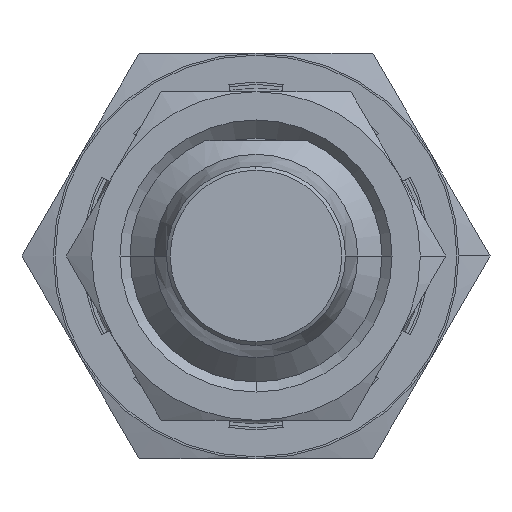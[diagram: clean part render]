
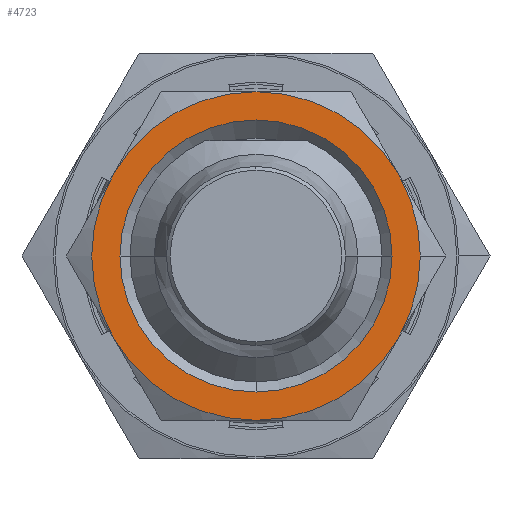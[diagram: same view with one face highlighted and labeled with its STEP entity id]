
A CAD part, left-side view. The second image highlights one B-rep face of the part: STEP entity #4723.
In plain terms, the highlighted planar face has unit normal (-1, 0, 0).
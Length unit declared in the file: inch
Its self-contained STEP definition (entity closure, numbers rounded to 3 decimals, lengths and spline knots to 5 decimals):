
#24 = DIRECTION ( 'NONE',  ( 1., 0., 0. ) ) ;
#69 = FACE_OUTER_BOUND ( 'NONE', #2696, .T. ) ;
#179 = ORIENTED_EDGE ( 'NONE', *, *, #1157, .T. ) ;
#216 = AXIS2_PLACEMENT_3D ( 'NONE', #288, #3494, #2242 ) ;
#239 = ORIENTED_EDGE ( 'NONE', *, *, #4416, .T. ) ;
#285 = DIRECTION ( 'NONE',  ( 1., 0., 0. ) ) ;
#288 = CARTESIAN_POINT ( 'NONE',  ( 0., 0., 0. ) ) ;
#307 = VERTEX_POINT ( 'NONE', #3830 ) ;
#327 = CIRCLE ( 'NONE', #4953, 0.17717 ) ;
#332 = VERTEX_POINT ( 'NONE', #2777 ) ;
#460 = CARTESIAN_POINT ( 'NONE',  ( 0., 0., 0. ) ) ;
#465 = CARTESIAN_POINT ( 'NONE',  ( 0., 0., 0.17717 ) ) ;
#501 = AXIS2_PLACEMENT_3D ( 'NONE', #3829, #4649, #1475 ) ;
#725 = AXIS2_PLACEMENT_3D ( 'NONE', #2414, #1923, #3120 ) ;
#772 = DIRECTION ( 'NONE',  ( 0., 0., 1. ) ) ;
#918 = AXIS2_PLACEMENT_3D ( 'NONE', #2449, #4090, #3599 ) ;
#948 = EDGE_CURVE ( 'NONE', #4688, #332, #1813, .T. ) ;
#961 = VERTEX_POINT ( 'NONE', #4712 ) ;
#1030 = CARTESIAN_POINT ( 'NONE',  ( 0., 0., 0. ) ) ;
#1041 = CARTESIAN_POINT ( 'NONE',  ( 0., -0.14665, 0. ) ) ;
#1069 = ORIENTED_EDGE ( 'NONE', *, *, #2507, .T. ) ;
#1123 = DIRECTION ( 'NONE',  ( -1., 0., 0. ) ) ;
#1130 = EDGE_CURVE ( 'NONE', #4202, #307, #2568, .T. ) ;
#1157 = EDGE_CURVE ( 'NONE', #2902, #4688, #5100, .T. ) ;
#1171 = CIRCLE ( 'NONE', #2179, 0.17717 ) ;
#1189 = CARTESIAN_POINT ( 'NONE',  ( 0., 0., 0. ) ) ;
#1197 = ORIENTED_EDGE ( 'NONE', *, *, #2785, .T. ) ;
#1323 = ORIENTED_EDGE ( 'NONE', *, *, #4733, .T. ) ;
#1430 = AXIS2_PLACEMENT_3D ( 'NONE', #1189, #24, #4041 ) ;
#1475 = DIRECTION ( 'NONE',  ( 0., -1., 0. ) ) ;
#1482 = CARTESIAN_POINT ( 'NONE',  ( 0., 0.15343, 0.08858 ) ) ;
#1540 = VERTEX_POINT ( 'NONE', #465 ) ;
#1630 = CARTESIAN_POINT ( 'NONE',  ( 0., -0.17717, 0. ) ) ;
#1680 = PLANE ( 'NONE',  #3183 ) ;
#1683 = CIRCLE ( 'NONE', #1430, 0.14665 ) ;
#1813 = CIRCLE ( 'NONE', #216, 0.17717 ) ;
#1923 = DIRECTION ( 'NONE',  ( -1., 0., 0. ) ) ;
#1972 = CARTESIAN_POINT ( 'NONE',  ( 0., 0., 0. ) ) ;
#2039 = VERTEX_POINT ( 'NONE', #4527 ) ;
#2058 = DIRECTION ( 'NONE',  ( 0., 0., -1. ) ) ;
#2069 = FACE_BOUND ( 'NONE', #3956, .T. ) ;
#2119 = VERTEX_POINT ( 'NONE', #1041 ) ;
#2124 = ORIENTED_EDGE ( 'NONE', *, *, #948, .T. ) ;
#2179 = AXIS2_PLACEMENT_3D ( 'NONE', #2525, #5002, #3441 ) ;
#2211 = CARTESIAN_POINT ( 'NONE',  ( 0., 0.14665, 0. ) ) ;
#2233 = ORIENTED_EDGE ( 'NONE', *, *, #3339, .T. ) ;
#2234 = ORIENTED_EDGE ( 'NONE', *, *, #1130, .T. ) ;
#2242 = DIRECTION ( 'NONE',  ( 0., -0.866, -0.5 ) ) ;
#2414 = CARTESIAN_POINT ( 'NONE',  ( 0., 0., 0. ) ) ;
#2449 = CARTESIAN_POINT ( 'NONE',  ( 0., 0., 0. ) ) ;
#2507 = EDGE_CURVE ( 'NONE', #307, #2039, #1171, .T. ) ;
#2525 = CARTESIAN_POINT ( 'NONE',  ( 0., 0., 0. ) ) ;
#2568 = CIRCLE ( 'NONE', #4679, 0.17717 ) ;
#2591 = AXIS2_PLACEMENT_3D ( 'NONE', #2748, #1123, #772 ) ;
#2696 = EDGE_LOOP ( 'NONE', ( #4714, #2233, #2234, #1069, #3965, #179, #2124 ) ) ;
#2748 = CARTESIAN_POINT ( 'NONE',  ( 0., 0., 0. ) ) ;
#2777 = CARTESIAN_POINT ( 'NONE',  ( 0., -0.15343, 0.08858 ) ) ;
#2785 = EDGE_CURVE ( 'NONE', #4740, #2119, #1683, .T. ) ;
#2848 = CIRCLE ( 'NONE', #4520, 0.17717 ) ;
#2902 = VERTEX_POINT ( 'NONE', #3744 ) ;
#3120 = DIRECTION ( 'NONE',  ( 0., -0.866, -0.5 ) ) ;
#3183 = AXIS2_PLACEMENT_3D ( 'NONE', #1030, #285, #5132 ) ;
#3246 = DIRECTION ( 'NONE',  ( 0., -0.866, 0.5 ) ) ;
#3339 = EDGE_CURVE ( 'NONE', #1540, #4202, #3512, .T. ) ;
#3441 = DIRECTION ( 'NONE',  ( 0., 0.866, -0.5 ) ) ;
#3494 = DIRECTION ( 'NONE',  ( -1., 0., 0. ) ) ;
#3512 = CIRCLE ( 'NONE', #2591, 0.17717 ) ;
#3537 = EDGE_CURVE ( 'NONE', #332, #1540, #2848, .T. ) ;
#3599 = DIRECTION ( 'NONE',  ( 0., -1., 0. ) ) ;
#3729 = DIRECTION ( 'NONE',  ( -1., 0., 0. ) ) ;
#3744 = CARTESIAN_POINT ( 'NONE',  ( 0., -0.15343, -0.08858 ) ) ;
#3829 = CARTESIAN_POINT ( 'NONE',  ( 0., 0., 0. ) ) ;
#3830 = CARTESIAN_POINT ( 'NONE',  ( 0., 0.15343, -0.08858 ) ) ;
#3941 = EDGE_CURVE ( 'NONE', #2039, #2902, #327, .T. ) ;
#3956 = EDGE_LOOP ( 'NONE', ( #1323, #239, #1197 ) ) ;
#3959 = DIRECTION ( 'NONE',  ( 0., 0.866, 0.5 ) ) ;
#3965 = ORIENTED_EDGE ( 'NONE', *, *, #3941, .T. ) ;
#4041 = DIRECTION ( 'NONE',  ( 0., 1., 0. ) ) ;
#4090 = DIRECTION ( 'NONE',  ( 1., 0., 0. ) ) ;
#4202 = VERTEX_POINT ( 'NONE', #1482 ) ;
#4416 = EDGE_CURVE ( 'NONE', #961, #4740, #4528, .T. ) ;
#4425 = CARTESIAN_POINT ( 'NONE',  ( 0., 0., 0. ) ) ;
#4439 = DIRECTION ( 'NONE',  ( -1., 0., 0. ) ) ;
#4452 = CIRCLE ( 'NONE', #501, 0.14665 ) ;
#4460 = DIRECTION ( 'NONE',  ( -1., 0., 0. ) ) ;
#4520 = AXIS2_PLACEMENT_3D ( 'NONE', #460, #4460, #3246 ) ;
#4527 = CARTESIAN_POINT ( 'NONE',  ( 0., 0., -0.17717 ) ) ;
#4528 = CIRCLE ( 'NONE', #918, 0.14665 ) ;
#4649 = DIRECTION ( 'NONE',  ( 1., 0., 0. ) ) ;
#4679 = AXIS2_PLACEMENT_3D ( 'NONE', #1972, #4439, #3959 ) ;
#4688 = VERTEX_POINT ( 'NONE', #1630 ) ;
#4712 = CARTESIAN_POINT ( 'NONE',  ( 0., 0., -0.14665 ) ) ;
#4714 = ORIENTED_EDGE ( 'NONE', *, *, #3537, .T. ) ;
#4723 = ADVANCED_FACE ( 'NONE', ( #2069, #69 ), #1680, .F. ) ;
#4733 = EDGE_CURVE ( 'NONE', #2119, #961, #4452, .T. ) ;
#4740 = VERTEX_POINT ( 'NONE', #2211 ) ;
#4953 = AXIS2_PLACEMENT_3D ( 'NONE', #4425, #3729, #2058 ) ;
#5002 = DIRECTION ( 'NONE',  ( -1., 0., 0. ) ) ;
#5100 = CIRCLE ( 'NONE', #725, 0.17717 ) ;
#5132 = DIRECTION ( 'NONE',  ( 0., 1., 0. ) ) ;
